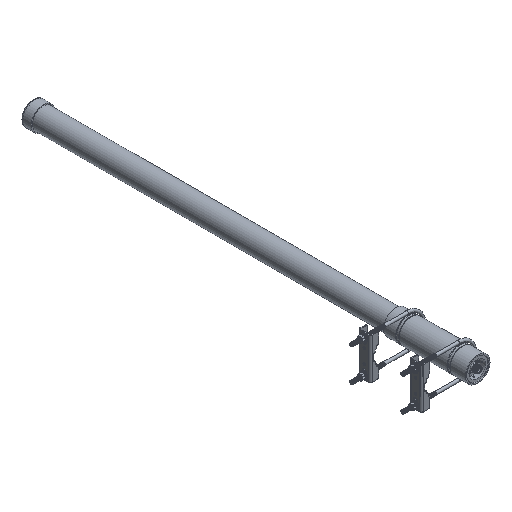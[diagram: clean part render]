
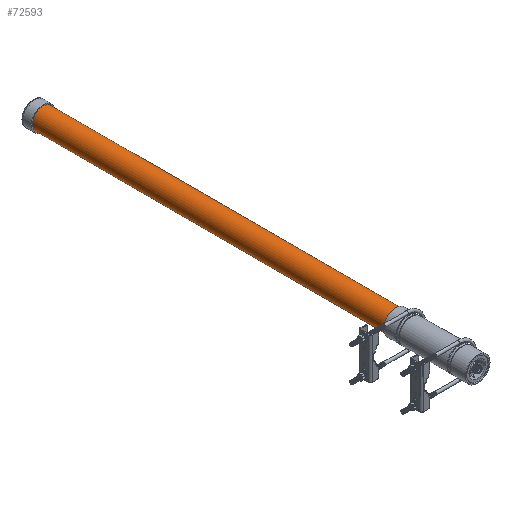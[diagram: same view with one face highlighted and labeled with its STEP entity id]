
A CAD part, isometric view. The second image highlights one B-rep face of the part: STEP entity #72593.
In plain terms, the highlighted cylindrical face has radius 25.9 mm (diameter 51.8 mm), a full revolution.
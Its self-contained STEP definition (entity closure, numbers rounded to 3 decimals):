
#2274 = VERTEX_POINT ( 'NONE', #53386 ) ;
#5291 = EDGE_LOOP ( 'NONE', ( #51960 ) ) ;
#8512 = FACE_OUTER_BOUND ( 'NONE', #60695, .T. ) ;
#8627 = CARTESIAN_POINT ( 'NONE',  ( 0., 1001., 0. ) ) ;
#9638 = ORIENTED_EDGE ( 'NONE', *, *, #25685, .T. ) ;
#15748 = DIRECTION ( 'NONE',  ( 0., -1., 0. ) ) ;
#22796 = DIRECTION ( 'NONE',  ( 0., 1., 0. ) ) ;
#23128 = AXIS2_PLACEMENT_3D ( 'NONE', #32102, #40336, #82864 ) ;
#25685 = EDGE_CURVE ( 'NONE', #2274, #2274, #72228, .T. ) ;
#28058 = EDGE_CURVE ( 'NONE', #62995, #62995, #73149, .T. ) ;
#30733 = AXIS2_PLACEMENT_3D ( 'NONE', #8627, #15748, #48417 ) ;
#32102 = CARTESIAN_POINT ( 'NONE',  ( 0., 0., 0. ) ) ;
#40336 = DIRECTION ( 'NONE',  ( 0., 1., 0. ) ) ;
#48417 = DIRECTION ( 'NONE',  ( 0., 0., 1. ) ) ;
#51960 = ORIENTED_EDGE ( 'NONE', *, *, #28058, .T. ) ;
#53386 = CARTESIAN_POINT ( 'NONE',  ( 0., 1001., 25.9 ) ) ;
#57259 = FACE_OUTER_BOUND ( 'NONE', #5291, .T. ) ;
#60695 = EDGE_LOOP ( 'NONE', ( #9638 ) ) ;
#62995 = VERTEX_POINT ( 'NONE', #70097 ) ;
#70097 = CARTESIAN_POINT ( 'NONE',  ( 0., 0., 25.9 ) ) ;
#72179 = CYLINDRICAL_SURFACE ( 'NONE', #23128, 25.9 ) ;
#72228 = CIRCLE ( 'NONE', #30733, 25.9 ) ;
#72593 = ADVANCED_FACE ( 'NONE', ( #8512, #57259 ), #72179, .T. ) ;
#73149 = CIRCLE ( 'NONE', #79894, 25.9 ) ;
#79405 = DIRECTION ( 'NONE',  ( 0., 0., 1. ) ) ;
#79894 = AXIS2_PLACEMENT_3D ( 'NONE', #80236, #22796, #79405 ) ;
#80236 = CARTESIAN_POINT ( 'NONE',  ( 0., 0., 0. ) ) ;
#82864 = DIRECTION ( 'NONE',  ( 0., 0., 1. ) ) ;
